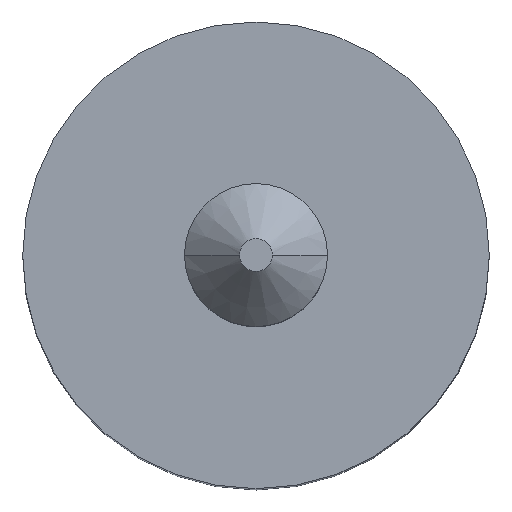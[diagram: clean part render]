
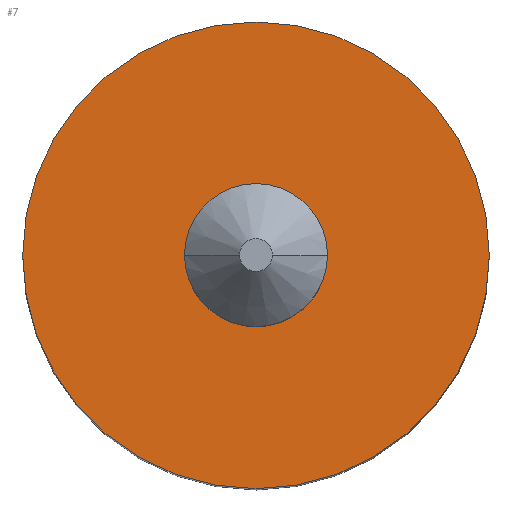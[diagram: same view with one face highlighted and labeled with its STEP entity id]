
A CAD part, top view. The second image highlights one B-rep face of the part: STEP entity #7.
In plain terms, the highlighted planar face has unit normal (0, 0, 1).
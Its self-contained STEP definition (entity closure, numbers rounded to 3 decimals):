
#7 = ADVANCED_FACE ( 'NONE', ( #414, #420 ), #185, .F. ) ;
#26 = CIRCLE ( 'NONE', #486, 1.485 ) ;
#27 = DIRECTION ( 'NONE',  ( -1., 0., 0. ) ) ;
#32 = CIRCLE ( 'NONE', #354, 1.485 ) ;
#77 = EDGE_CURVE ( 'NONE', #175, #423, #146, .T. ) ;
#81 = AXIS2_PLACEMENT_3D ( 'NONE', #526, #325, #327 ) ;
#96 = EDGE_CURVE ( 'NONE', #373, #440, #26, .T. ) ;
#113 = CARTESIAN_POINT ( 'NONE',  ( -0.455, 0., -1.27 ) ) ;
#120 = ORIENTED_EDGE ( 'NONE', *, *, #312, .T. ) ;
#140 = CARTESIAN_POINT ( 'NONE',  ( 0., 0., -1.27 ) ) ;
#146 = CIRCLE ( 'NONE', #285, 0.455 ) ;
#171 = DIRECTION ( 'NONE',  ( 0., 0., -1. ) ) ;
#175 = VERTEX_POINT ( 'NONE', #113 ) ;
#177 = AXIS2_PLACEMENT_3D ( 'NONE', #191, #336, #225 ) ;
#185 = PLANE ( 'NONE',  #177 ) ;
#191 = CARTESIAN_POINT ( 'NONE',  ( 0., 0., -1.27 ) ) ;
#203 = ORIENTED_EDGE ( 'NONE', *, *, #337, .F. ) ;
#225 = DIRECTION ( 'NONE',  ( -1., 0., 0. ) ) ;
#285 = AXIS2_PLACEMENT_3D ( 'NONE', #140, #346, #507 ) ;
#288 = CARTESIAN_POINT ( 'NONE',  ( 0., 0., -1.27 ) ) ;
#299 = CARTESIAN_POINT ( 'NONE',  ( -1.485, 0., -1.27 ) ) ;
#312 = EDGE_CURVE ( 'NONE', #423, #175, #461, .T. ) ;
#324 = EDGE_LOOP ( 'NONE', ( #477, #120 ) ) ;
#325 = DIRECTION ( 'NONE',  ( 0., 0., -1. ) ) ;
#327 = DIRECTION ( 'NONE',  ( -1., 0., 0. ) ) ;
#331 = CARTESIAN_POINT ( 'NONE',  ( 0.455, 0., -1.27 ) ) ;
#336 = DIRECTION ( 'NONE',  ( 0., 0., -1. ) ) ;
#337 = EDGE_CURVE ( 'NONE', #440, #373, #32, .T. ) ;
#346 = DIRECTION ( 'NONE',  ( 0., 0., -1. ) ) ;
#348 = CARTESIAN_POINT ( 'NONE',  ( 0., 0., -1.27 ) ) ;
#354 = AXIS2_PLACEMENT_3D ( 'NONE', #288, #171, #495 ) ;
#362 = ORIENTED_EDGE ( 'NONE', *, *, #96, .F. ) ;
#373 = VERTEX_POINT ( 'NONE', #452 ) ;
#414 = FACE_BOUND ( 'NONE', #324, .T. ) ;
#420 = FACE_OUTER_BOUND ( 'NONE', #491, .T. ) ;
#423 = VERTEX_POINT ( 'NONE', #331 ) ;
#440 = VERTEX_POINT ( 'NONE', #299 ) ;
#452 = CARTESIAN_POINT ( 'NONE',  ( 1.485, 0., -1.27 ) ) ;
#461 = CIRCLE ( 'NONE', #81, 0.455 ) ;
#465 = DIRECTION ( 'NONE',  ( 0., 0., -1. ) ) ;
#477 = ORIENTED_EDGE ( 'NONE', *, *, #77, .T. ) ;
#486 = AXIS2_PLACEMENT_3D ( 'NONE', #348, #465, #27 ) ;
#491 = EDGE_LOOP ( 'NONE', ( #203, #362 ) ) ;
#495 = DIRECTION ( 'NONE',  ( -1., 0., 0. ) ) ;
#507 = DIRECTION ( 'NONE',  ( -1., 0., 0. ) ) ;
#526 = CARTESIAN_POINT ( 'NONE',  ( 0., 0., -1.27 ) ) ;
